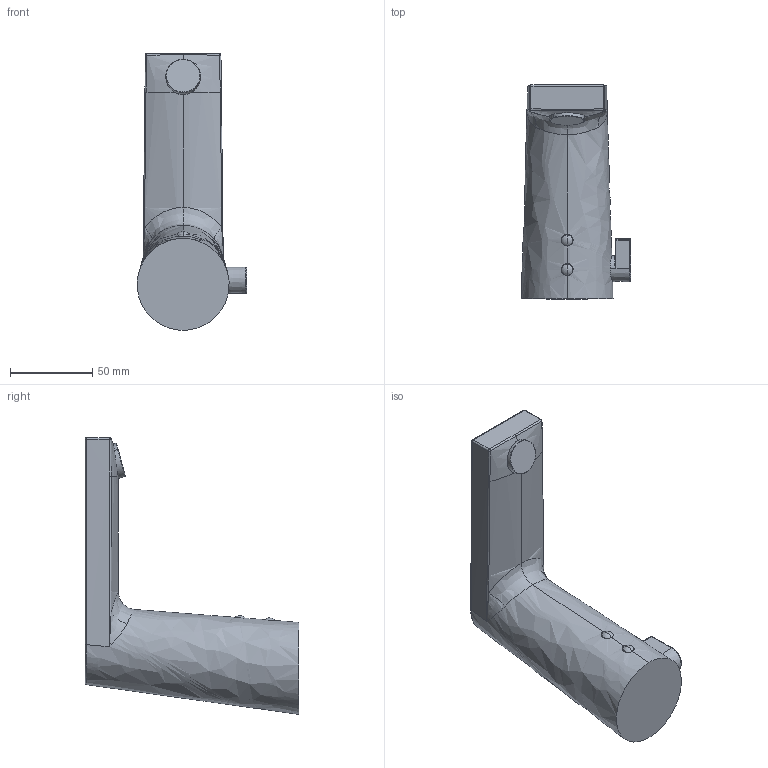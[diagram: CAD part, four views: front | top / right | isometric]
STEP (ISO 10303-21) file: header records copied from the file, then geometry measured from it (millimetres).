
FILE_DESCRIPTION (( 'STEP AP203' ), '1' );
FILE_NAME ('6155FZ(2019)+6125FZ(2020)+57122209+57162219.STEP', '2020-01-21T08:41:00', ( '' ), ( '' ), 'SwSTEP 2.0', 'SolidWorks 2016', '' );
FILE_SCHEMA (( 'CONFIG_CONTROL_DESIGN' ));
Length unit declared in the file: millimetre
Products named in the file (1): 6155FZ(2019)+6125FZ(2020)+57122209+57162219
Bounding box: 66.62 x 129.97 x 168.48 mm (x, y, z)
Volume: 373860 mm3; surface area: 39903.5 mm2
Topology: 1 solids, 1 shells, 85 faces, 212 edges, 125 vertices
Faces by surface type: bspline 52, cone 8, sphere 8, plane 8, cylinder 7, torus 2
Entity records: 8458 total; most frequent: CARTESIAN_POINT 6790, ORIENTED_EDGE 412, DIRECTION 215, EDGE_CURVE 206, VERTEX_POINT 125, B_SPLINE_CURVE_WITH_KNOTS 118, AXIS2_PLACEMENT_3D 97, EDGE_LOOP 87
